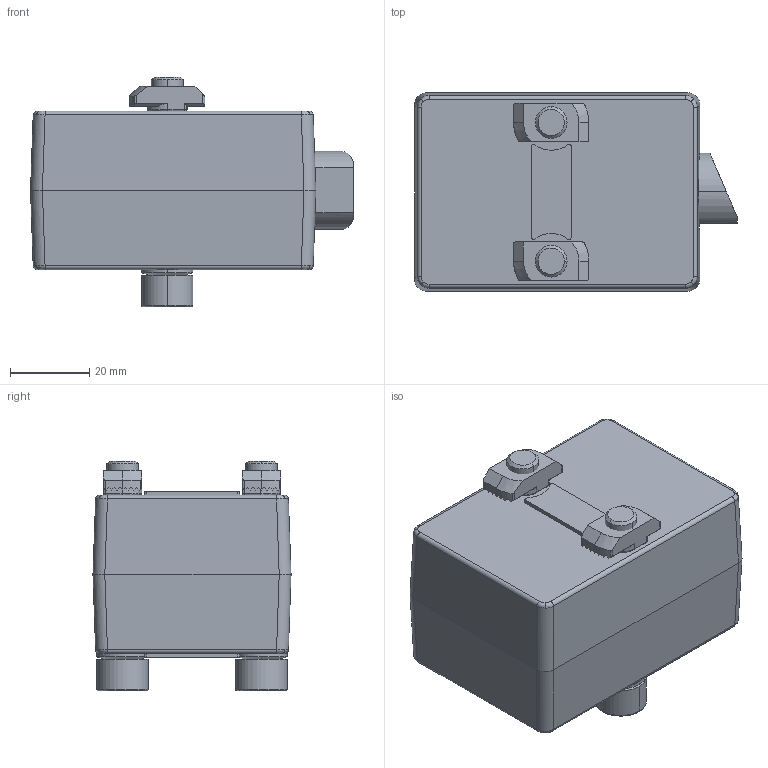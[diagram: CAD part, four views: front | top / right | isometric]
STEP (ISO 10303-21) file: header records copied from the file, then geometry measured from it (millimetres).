
FILE_DESCRIPTION (( 'STEP AP214' ), '1' );
FILE_NAME ('093100K.STEP', '2014-08-28T14:03:37', ( '' ), ( '' ), 'SwSTEP 2.0', 'SolidWorks 2014', '' );
FILE_SCHEMA (( 'AUTOMOTIVE_DESIGN' ));
Length unit declared in the file: millimetre
Products named in the file (1): 093100K
Bounding box: 81.5 x 50 x 58 mm (x, y, z)
Volume: 84692.7 mm3; surface area: 66458.1 mm2
Topology: 16 solids, 16 shells, 932 faces, 2438 edges, 1521 vertices
Faces by surface type: plane 372, cylinder 286, bspline 198, cone 76
Entity records: 46806 total; most frequent: CARTESIAN_POINT 15103, ORIENTED_EDGE 4806, DIRECTION 4066, EDGE_CURVE 2403, VERTEX_POINT 1521, AXIS2_PLACEMENT_3D 1469, VECTOR 1128, LINE 1128
